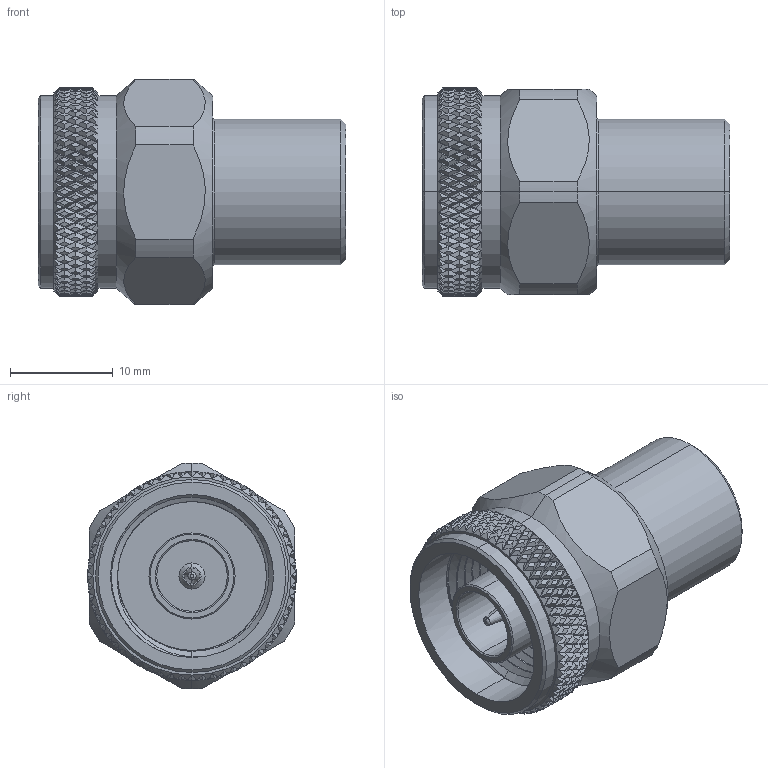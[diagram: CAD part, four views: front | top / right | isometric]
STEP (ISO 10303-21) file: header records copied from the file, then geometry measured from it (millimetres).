
FILE_DESCRIPTION (( 'STEP AP214' ), '1' );
FILE_NAME ('STN1811_3D.step', '2024-05-15T15:11:14', ( '' ), ( '' ), 'SwSTEP 2.0', 'SolidWorks 2022', '' );
FILE_SCHEMA (( 'AUTOMOTIVE_DESIGN' ));
Length unit declared in the file: inch
Products named in the file (1): STN1811_3D
Bounding box: 30 x 20.32 x 22 mm (x, y, z)
Volume: 5840.1 mm3; surface area: 3568.1 mm2
Topology: 1 solids, 1 shells, 1281 faces, 2884 edges, 1613 vertices
Faces by surface type: bspline 963, cylinder 275, cone 23, plane 16, torus 4
Entity records: 46228 total; most frequent: CARTESIAN_POINT 28715, ORIENTED_EDGE 5768, EDGE_CURVE 2884, VERTEX_POINT 1613, B_SPLINE_CURVE_WITH_KNOTS 1341, EDGE_LOOP 1289, FACE_OUTER_BOUND 1281, ADVANCED_FACE 1281
